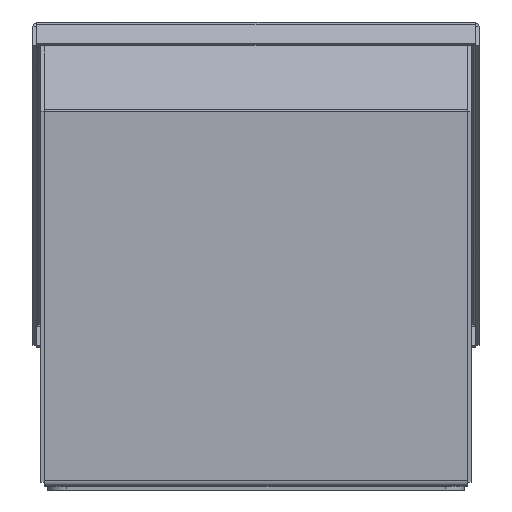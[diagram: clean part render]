
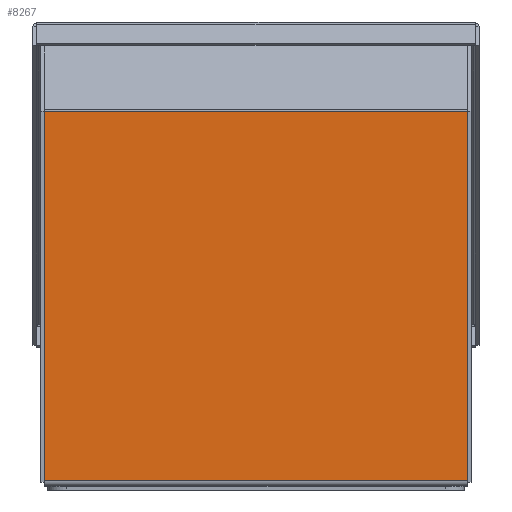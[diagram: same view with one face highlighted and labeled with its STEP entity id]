
A CAD part, left-side view. The second image highlights one B-rep face of the part: STEP entity #8267.
In plain terms, the highlighted planar face has unit normal (-1, 0, 0).
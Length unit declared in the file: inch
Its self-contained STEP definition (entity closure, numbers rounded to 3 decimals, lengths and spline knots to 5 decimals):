
#308=LINE('',#11891,#1170);
#314=LINE('',#11909,#1176);
#317=LINE('',#11916,#1179);
#319=LINE('',#11919,#1181);
#1170=VECTOR('',#9601,8.375);
#1176=VECTOR('',#9623,7.30655);
#1179=VECTOR('',#9630,7.30655);
#1181=VECTOR('',#9634,8.375);
#1973=PLANE('',#8758);
#2390=FACE_OUTER_BOUND('',#2843,.T.);
#2843=EDGE_LOOP('',(#5674,#5675,#5676,#5677));
#3610=VERTEX_POINT('',#11888);
#3611=VERTEX_POINT('',#11890);
#3615=VERTEX_POINT('',#11907);
#3617=VERTEX_POINT('',#11915);
#4396=EDGE_CURVE('',#3611,#3610,#308,.T.);
#4405=EDGE_CURVE('',#3615,#3610,#314,.T.);
#4408=EDGE_CURVE('',#3611,#3617,#317,.T.);
#4410=EDGE_CURVE('',#3615,#3617,#319,.T.);
#5674=ORIENTED_EDGE('',*,*,#4396,.T.);
#5675=ORIENTED_EDGE('',*,*,#4405,.F.);
#5676=ORIENTED_EDGE('',*,*,#4410,.T.);
#5677=ORIENTED_EDGE('',*,*,#4408,.F.);
#8267=ADVANCED_FACE('',(#2390),#1973,.F.);
#8758=AXIS2_PLACEMENT_3D('',#11933,#9650,#9651);
#9601=DIRECTION('',(0.,1.,0.));
#9623=DIRECTION('',(0.,0.,1.));
#9630=DIRECTION('',(0.,0.,-1.));
#9634=DIRECTION('',(0.,-1.,0.));
#9650=DIRECTION('center_axis',(1.,0.,0.));
#9651=DIRECTION('ref_axis',(0.,0.,-1.));
#11888=CARTESIAN_POINT('',(0.,8.375,7.4118));
#11890=CARTESIAN_POINT('',(0.,0.,
7.4118));
#11891=CARTESIAN_POINT('',(0.,2.09375,7.4118));
#11907=CARTESIAN_POINT('',(0.,8.375,0.10525));
#11909=CARTESIAN_POINT('',(0.,8.375,0.10525));
#11915=CARTESIAN_POINT('',(0.,0.,
0.10525));
#11916=CARTESIAN_POINT('',(0.,0.,
-0.09522));
#11919=CARTESIAN_POINT('',(0.,4.1875,0.10525));
#11933=CARTESIAN_POINT('Origin',(0.,4.1875,3.72251));
